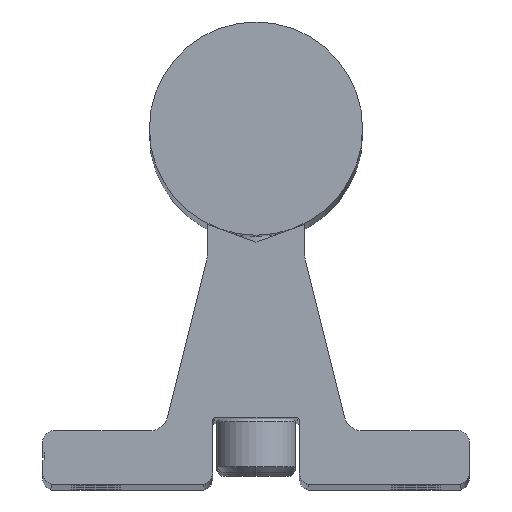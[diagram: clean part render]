
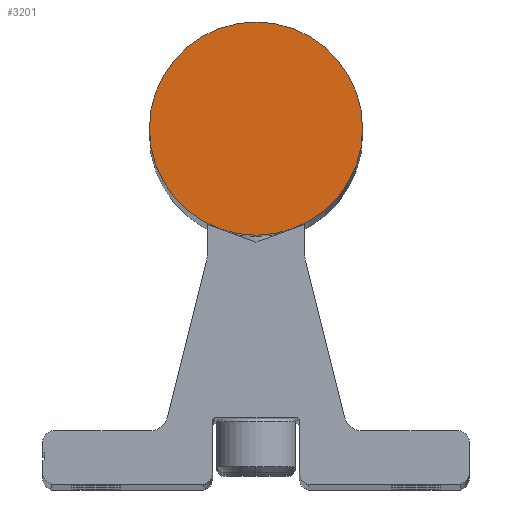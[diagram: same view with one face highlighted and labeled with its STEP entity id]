
A CAD part, top view. The second image highlights one B-rep face of the part: STEP entity #3201.
In plain terms, the highlighted planar face has unit normal (0, 0, 1).
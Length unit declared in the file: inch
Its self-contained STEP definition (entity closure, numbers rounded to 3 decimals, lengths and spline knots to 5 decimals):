
#300 = CIRCLE ( 'NONE', #704, 0.75 ) ;
#363 = VERTEX_POINT ( 'NONE', #2010 ) ;
#372 = DIRECTION ( 'NONE',  ( 0., 0., 1. ) ) ;
#400 = DIRECTION ( 'NONE',  ( 1., 0., 0. ) ) ;
#704 = AXIS2_PLACEMENT_3D ( 'NONE', #1675, #2832, #3587 ) ;
#790 = CARTESIAN_POINT ( 'NONE',  ( 0., 2.5, 0. ) ) ;
#866 = CIRCLE ( 'NONE', #4463, 0.75 ) ;
#1034 = CARTESIAN_POINT ( 'NONE',  ( -0.75, 2.5, 0. ) ) ;
#1263 = AXIS2_PLACEMENT_3D ( 'NONE', #2379, #372, #400 ) ;
#1503 = PLANE ( 'NONE',  #1263 ) ;
#1564 = DIRECTION ( 'NONE',  ( 0., 0., 1. ) ) ;
#1675 = CARTESIAN_POINT ( 'NONE',  ( 0., 2.5, 0. ) ) ;
#2010 = CARTESIAN_POINT ( 'NONE',  ( 0.75, 2.5, 0. ) ) ;
#2379 = CARTESIAN_POINT ( 'NONE',  ( 0., 2.5, 0. ) ) ;
#2396 = EDGE_LOOP ( 'NONE', ( #3082, #3652 ) ) ;
#2717 = VERTEX_POINT ( 'NONE', #1034 ) ;
#2832 = DIRECTION ( 'NONE',  ( 0., 0., 1. ) ) ;
#3082 = ORIENTED_EDGE ( 'NONE', *, *, #3778, .T. ) ;
#3201 = ADVANCED_FACE ( 'NONE', ( #3862 ), #1503, .T. ) ;
#3528 = DIRECTION ( 'NONE',  ( 1., 0., 0. ) ) ;
#3587 = DIRECTION ( 'NONE',  ( 1., 0., 0. ) ) ;
#3652 = ORIENTED_EDGE ( 'NONE', *, *, #4518, .T. ) ;
#3778 = EDGE_CURVE ( 'NONE', #363, #2717, #300, .T. ) ;
#3862 = FACE_OUTER_BOUND ( 'NONE', #2396, .T. ) ;
#4463 = AXIS2_PLACEMENT_3D ( 'NONE', #790, #1564, #3528 ) ;
#4518 = EDGE_CURVE ( 'NONE', #2717, #363, #866, .T. ) ;
